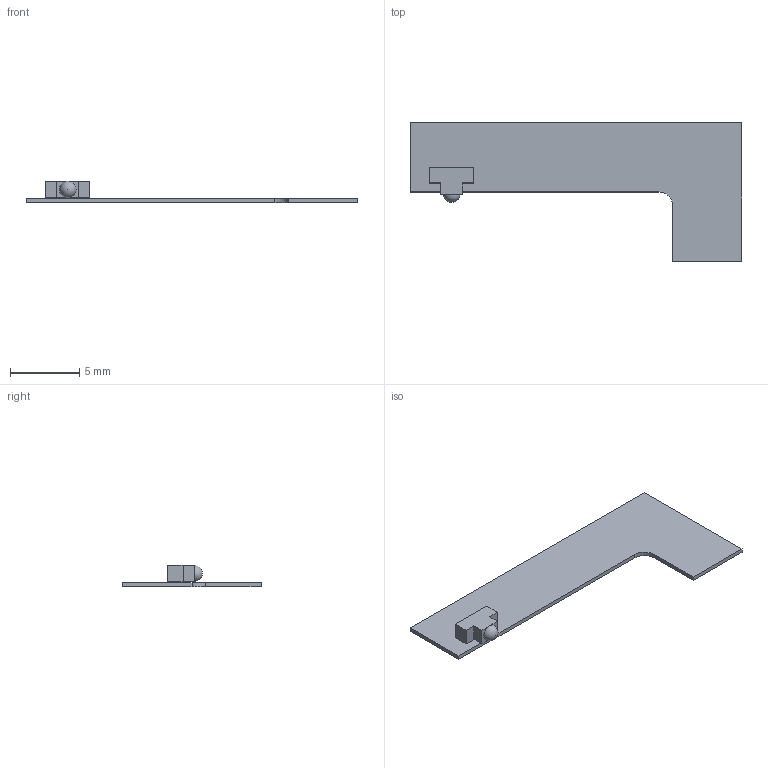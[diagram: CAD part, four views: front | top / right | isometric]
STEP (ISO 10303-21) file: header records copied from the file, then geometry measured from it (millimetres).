
FILE_DESCRIPTION(('KiCad electronic assembly'),'2;1');
FILE_NAME('flex.step','2019-05-16T10:56:11',('An Author'),('A Company'), 'Open CASCADE STEP processor 6.9','KiCad to STEP converter','Unknown' );
FILE_SCHEMA(('AUTOMOTIVE_DESIGN { 1 0 10303 214 1 1 1 1 }'));
Length unit declared in the file: millimetre
Products named in the file (4): Open CASCADE STEP translator 6.9 1; LED_vishay; SOLID
Assembly tree (3 placements, depth 3):
  Open CASCADE STEP translator 6.9 1
    LED_vishay
      SOLID
    SOLID
Bounding box: 24 x 10 x 1.56 mm (x, y, z)
Volume: 49.8 mm3; surface area: 333.8 mm2
Topology: 2 solids, 2 shells, 21 faces, 52 edges, 34 vertices
Faces by surface type: plane 19, sphere 1, cylinder 1
Entity records: 1447 total; most frequent: CARTESIAN_POINT 314, DIRECTION 201, LINE 139, VECTOR 139, ORIENTED_EDGE 102, PCURVE 102, DEFINITIONAL_REPRESENTATION 102, EDGE_CURVE 51
